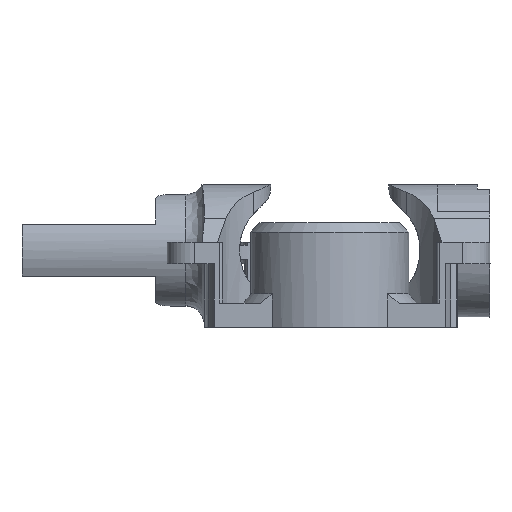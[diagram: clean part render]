
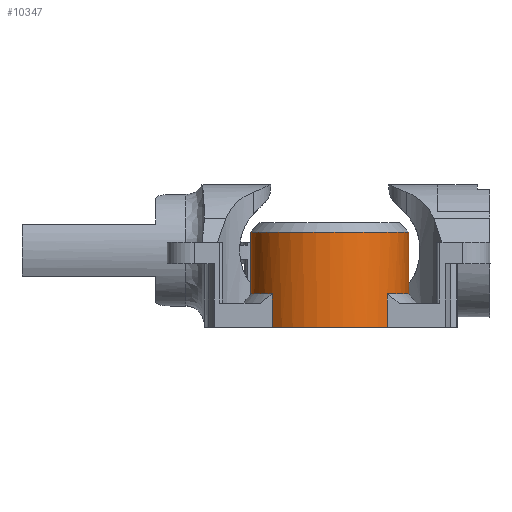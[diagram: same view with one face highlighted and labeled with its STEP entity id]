
A CAD part, left-side view. The second image highlights one B-rep face of the part: STEP entity #10347.
In plain terms, the highlighted cylindrical face has radius 13 mm (diameter 26 mm), a full revolution.
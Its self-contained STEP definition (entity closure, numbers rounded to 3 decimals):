
#249=CIRCLE('',#10599,13.);
#250=CIRCLE('',#10600,13.);
#280=CIRCLE('',#10644,13.);
#282=CIRCLE('',#10647,13.);
#283=CIRCLE('',#10648,13.);
#284=CIRCLE('',#10649,13.);
#429=CYLINDRICAL_SURFACE('',#10646,13.);
#905=FACE_OUTER_BOUND('',#1486,.T.);
#1486=EDGE_LOOP('',(#8779,#8780,#8781,#8782,#8783,#8784,#8785,#8786,#8787,
#8788,#8789,#8790));
#2149=LINE('',#21258,#2807);
#2150=LINE('',#21260,#2808);
#2151=LINE('',#21264,#2809);
#2152=LINE('',#21267,#2810);
#2153=LINE('',#21268,#2811);
#2807=VECTOR('',#11729,13.);
#2808=VECTOR('',#11730,10.);
#2809=VECTOR('',#11733,10.);
#2810=VECTOR('',#11736,10.);
#2811=VECTOR('',#11737,10.);
#4533=VERTEX_POINT('',#21138);
#4534=VERTEX_POINT('',#21140);
#4535=VERTEX_POINT('',#21142);
#4572=VERTEX_POINT('',#21239);
#4573=VERTEX_POINT('',#21243);
#4575=VERTEX_POINT('',#21256);
#4576=VERTEX_POINT('',#21259);
#4577=VERTEX_POINT('',#21261);
#4578=VERTEX_POINT('',#21263);
#4579=VERTEX_POINT('',#21265);
#5989=EDGE_CURVE('',#4534,#4533,#249,.T.);
#5990=EDGE_CURVE('',#4535,#4534,#250,.T.);
#6037=EDGE_CURVE('',#4572,#4573,#280,.T.);
#6040=EDGE_CURVE('',#4575,#4575,#282,.T.);
#6041=EDGE_CURVE('',#4575,#4534,#2149,.T.);
#6042=EDGE_CURVE('',#4576,#4533,#2150,.T.);
#6043=EDGE_CURVE('',#4577,#4576,#283,.T.);
#6044=EDGE_CURVE('',#4578,#4577,#2151,.T.);
#6045=EDGE_CURVE('',#4579,#4578,#284,.T.);
#6046=EDGE_CURVE('',#4579,#4573,#2152,.T.);
#6047=EDGE_CURVE('',#4535,#4572,#2153,.T.);
#8779=ORIENTED_EDGE('',*,*,#6040,.F.);
#8780=ORIENTED_EDGE('',*,*,#6041,.T.);
#8781=ORIENTED_EDGE('',*,*,#5989,.T.);
#8782=ORIENTED_EDGE('',*,*,#6042,.F.);
#8783=ORIENTED_EDGE('',*,*,#6043,.F.);
#8784=ORIENTED_EDGE('',*,*,#6044,.F.);
#8785=ORIENTED_EDGE('',*,*,#6045,.F.);
#8786=ORIENTED_EDGE('',*,*,#6046,.T.);
#8787=ORIENTED_EDGE('',*,*,#6037,.F.);
#8788=ORIENTED_EDGE('',*,*,#6047,.F.);
#8789=ORIENTED_EDGE('',*,*,#5990,.T.);
#8790=ORIENTED_EDGE('',*,*,#6041,.F.);
#10347=ADVANCED_FACE('',(#905),#429,.T.);
#10599=AXIS2_PLACEMENT_3D('',#21141,#11615,#11616);
#10600=AXIS2_PLACEMENT_3D('',#21143,#11617,#11618);
#10644=AXIS2_PLACEMENT_3D('',#21244,#11721,#11722);
#10646=AXIS2_PLACEMENT_3D('',#21255,#11725,#11726);
#10647=AXIS2_PLACEMENT_3D('',#21257,#11727,#11728);
#10648=AXIS2_PLACEMENT_3D('',#21262,#11731,#11732);
#10649=AXIS2_PLACEMENT_3D('',#21266,#11734,#11735);
#11615=DIRECTION('center_axis',(0.,0.,1.));
#11616=DIRECTION('ref_axis',(1.,0.,0.));
#11617=DIRECTION('center_axis',(0.,0.,1.));
#11618=DIRECTION('ref_axis',(1.,0.,0.));
#11721=DIRECTION('center_axis',(0.,0.,-1.));
#11722=DIRECTION('ref_axis',(-1.,0.,0.));
#11725=DIRECTION('center_axis',(0.,0.,1.));
#11726=DIRECTION('ref_axis',(1.,0.,0.));
#11727=DIRECTION('center_axis',(0.,0.,1.));
#11728=DIRECTION('ref_axis',(1.,0.,0.));
#11729=DIRECTION('',(0.,0.,-1.));
#11730=DIRECTION('',(0.,0.,-1.));
#11731=DIRECTION('center_axis',(0.,0.,-1.));
#11732=DIRECTION('ref_axis',(-1.,0.,0.));
#11733=DIRECTION('',(0.,0.,1.));
#11734=DIRECTION('center_axis',(0.,0.,-1.));
#11735=DIRECTION('ref_axis',(1.,0.,0.));
#11736=DIRECTION('',(0.,0.,1.));
#11737=DIRECTION('',(0.,0.,1.));
#21138=CARTESIAN_POINT('',(-29.9,-9.476,0.));
#21140=CARTESIAN_POINT('',(-34.,0.,0.));
#21141=CARTESIAN_POINT('Origin',(-21.,0.,0.));
#21142=CARTESIAN_POINT('',(-29.9,9.476,0.));
#21143=CARTESIAN_POINT('Origin',(-21.,0.,0.));
#21239=CARTESIAN_POINT('',(-29.9,9.476,5.5));
#21243=CARTESIAN_POINT('',(-21.,13.,5.5));
#21244=CARTESIAN_POINT('Origin',(-21.,0.,5.5));
#21255=CARTESIAN_POINT('Origin',(-21.,0.,0.));
#21256=CARTESIAN_POINT('',(-34.,0.,15.7));
#21257=CARTESIAN_POINT('Origin',(-21.,0.,15.7));
#21258=CARTESIAN_POINT('',(-34.,0.,0.));
#21259=CARTESIAN_POINT('',(-29.9,-9.476,5.5));
#21260=CARTESIAN_POINT('',(-29.9,-9.476,0.));
#21261=CARTESIAN_POINT('',(-21.,-13.,5.5));
#21262=CARTESIAN_POINT('Origin',(-21.,0.,5.5));
#21263=CARTESIAN_POINT('',(-21.,-13.,5.2));
#21264=CARTESIAN_POINT('',(-21.,-13.,0.));
#21265=CARTESIAN_POINT('',(-21.,13.,5.2));
#21266=CARTESIAN_POINT('Origin',(-21.,0.,5.2));
#21267=CARTESIAN_POINT('',(-21.,13.,0.));
#21268=CARTESIAN_POINT('',(-29.9,9.476,0.));
